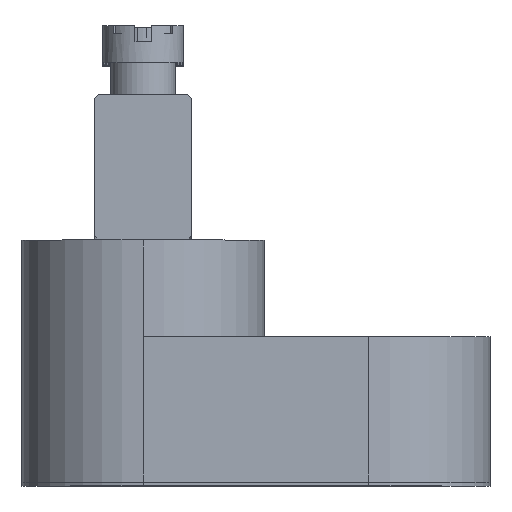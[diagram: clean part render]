
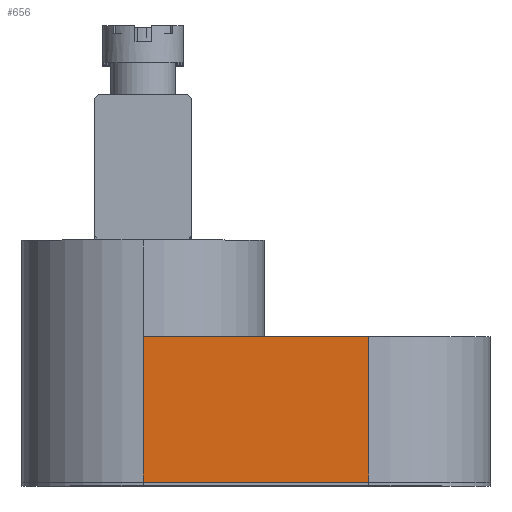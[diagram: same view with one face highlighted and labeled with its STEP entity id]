
A CAD part, top view. The second image highlights one B-rep face of the part: STEP entity #656.
In plain terms, the highlighted planar face has unit normal (0, 0, 1).
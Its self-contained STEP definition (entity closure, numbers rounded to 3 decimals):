
#54 = AXIS2_PLACEMENT_3D ( 'NONE', #9051, #6823, #8716 ) ;
#258 = CARTESIAN_POINT ( 'NONE',  ( 7., 9., 7.5 ) ) ;
#533 = LINE ( 'NONE', #5879, #5297 ) ;
#550 = ORIENTED_EDGE ( 'NONE', *, *, #903, .T. ) ;
#656 = ADVANCED_FACE ( 'NONE', ( #8994 ), #2936, .F. ) ;
#766 = CARTESIAN_POINT ( 'NONE',  ( -7., 0., 7.5 ) ) ;
#851 = EDGE_CURVE ( 'NONE', #2904, #8630, #6634, .T. ) ;
#872 = EDGE_CURVE ( 'NONE', #6770, #8630, #10560, .T. ) ;
#889 = EDGE_CURVE ( 'NONE', #7375, #6770, #533, .T. ) ;
#903 = EDGE_CURVE ( 'NONE', #7375, #2904, #5014, .T. ) ;
#1726 = VECTOR ( 'NONE', #6889, 1000. ) ;
#2206 = ORIENTED_EDGE ( 'NONE', *, *, #851, .T. ) ;
#2727 = VECTOR ( 'NONE', #5381, 1000. ) ;
#2904 = VERTEX_POINT ( 'NONE', #8255 ) ;
#2936 = PLANE ( 'NONE',  #54 ) ;
#3046 = EDGE_LOOP ( 'NONE', ( #2206, #7973, #7411, #550 ) ) ;
#4099 = VECTOR ( 'NONE', #5963, 1000. ) ;
#5014 = LINE ( 'NONE', #5815, #2727 ) ;
#5297 = VECTOR ( 'NONE', #6609, 1000. ) ;
#5381 = DIRECTION ( 'NONE',  ( 1., 0., 0. ) ) ;
#5815 = CARTESIAN_POINT ( 'NONE',  ( -14.5, 0., 7.5 ) ) ;
#5879 = CARTESIAN_POINT ( 'NONE',  ( -7., -10.607, 7.5 ) ) ;
#5963 = DIRECTION ( 'NONE',  ( 1., 0., 0. ) ) ;
#6270 = CARTESIAN_POINT ( 'NONE',  ( -14.5, 9., 7.5 ) ) ;
#6556 = CARTESIAN_POINT ( 'NONE',  ( 7., -10.607, 7.5 ) ) ;
#6609 = DIRECTION ( 'NONE',  ( 0., 1., 0. ) ) ;
#6634 = LINE ( 'NONE', #6556, #1726 ) ;
#6770 = VERTEX_POINT ( 'NONE', #10519 ) ;
#6823 = DIRECTION ( 'NONE',  ( 0., 0., -1. ) ) ;
#6889 = DIRECTION ( 'NONE',  ( 0., 1., 0. ) ) ;
#7375 = VERTEX_POINT ( 'NONE', #766 ) ;
#7411 = ORIENTED_EDGE ( 'NONE', *, *, #889, .F. ) ;
#7973 = ORIENTED_EDGE ( 'NONE', *, *, #872, .F. ) ;
#8255 = CARTESIAN_POINT ( 'NONE',  ( 7., 0., 7.5 ) ) ;
#8630 = VERTEX_POINT ( 'NONE', #258 ) ;
#8716 = DIRECTION ( 'NONE',  ( -1., 0., 0. ) ) ;
#8994 = FACE_OUTER_BOUND ( 'NONE', #3046, .T. ) ;
#9051 = CARTESIAN_POINT ( 'NONE',  ( -14.5, 9., 7.5 ) ) ;
#10519 = CARTESIAN_POINT ( 'NONE',  ( -7., 9., 7.5 ) ) ;
#10560 = LINE ( 'NONE', #6270, #4099 ) ;
